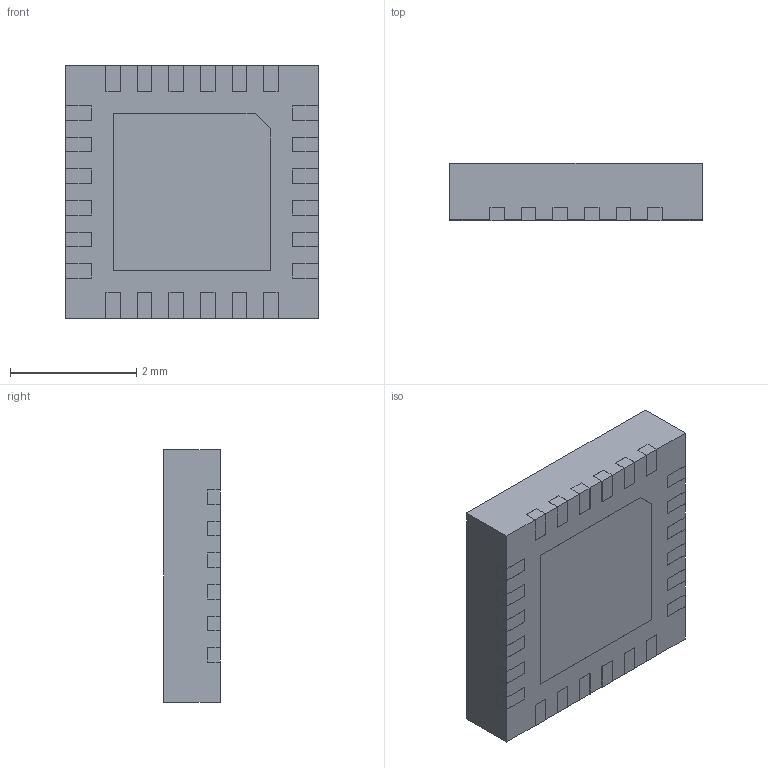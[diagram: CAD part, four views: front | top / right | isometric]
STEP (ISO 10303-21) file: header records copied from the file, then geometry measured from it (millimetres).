
FILE_DESCRIPTION(/* description */ (''),/* implementation_level */ '2;1');
FILE_NAME(/* name */ 'IS31FL3731.step',/* time_stamp */ '2020-04-30T01:30:20+07:00',/* author */ (''),/* organization */ (''),/* preprocessor_version */ 'ST-DEVELOPER v18.1',/* originating_system */ 'Autodesk Translation Framework v9.2.0.1227',/* authorisation */ '');
FILE_SCHEMA (('AUTOMOTIVE_DESIGN { 1 0 10303 214 3 1 1 }'));
Length unit declared in the file: millimetre
Products named in the file (1): IS31FL3731
Bounding box: 4 x 0.9 x 4 mm (x, y, z)
Volume: 14.3 mm3; surface area: 49.4 mm2
Topology: 1 solids, 1 shells, 433 faces, 1187 edges, 768 vertices
Faces by surface type: plane 243, bspline 189, cylinder 1
Full cylindrical faces by diameter (mm): 0.2 x1
Entity records: 15282 total; most frequent: CARTESIAN_POINT 5602, ORIENTED_EDGE 2374, DIRECTION 1303, EDGE_CURVE 1187, LINE 805, VECTOR 805, VERTEX_POINT 768, EDGE_LOOP 445
